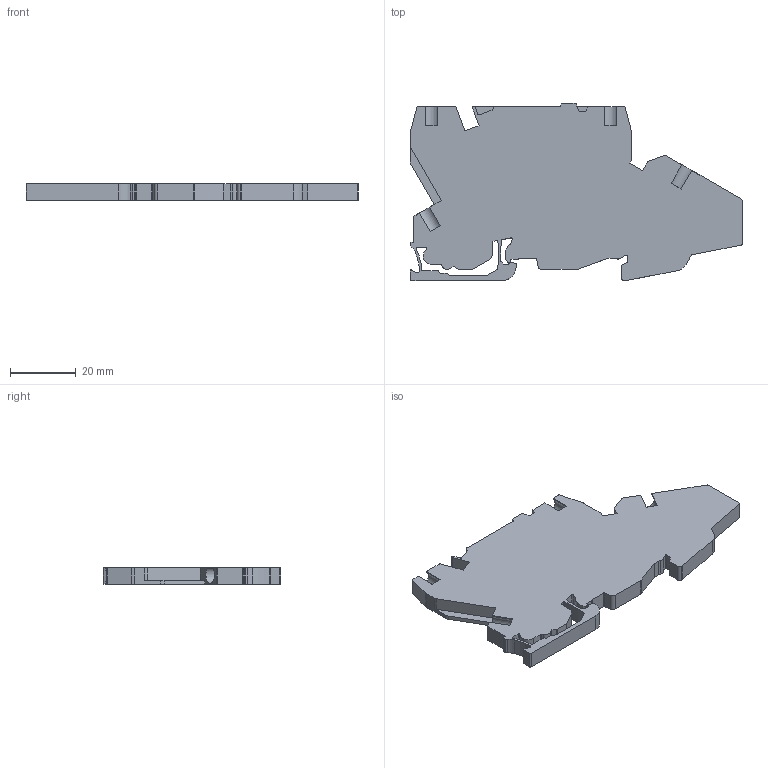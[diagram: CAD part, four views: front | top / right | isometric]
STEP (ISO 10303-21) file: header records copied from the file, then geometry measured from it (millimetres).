
FILE_DESCRIPTION(('FreeCAD Model'),'2;1');
FILE_NAME('3289_FDLI_2,5-4_MT_L.stp','2018-09-05T11:23:38',('Author'),(''), 'Open CASCADE STEP processor 7.2','FreeCAD','Unknown');
FILE_SCHEMA(('AUTOMOTIVE_DESIGN { 1 0 10303 214 1 1 1 1 }'));
Length unit declared in the file: millimetre
Products named in the file (1): 3289_FDLI_2,5-4_MT_L
Bounding box: 101 x 54 x 5.1 mm (x, y, z)
Volume: 19652.1 mm3; surface area: 11104.1 mm2
Topology: 1 solids, 10 shells, 264 faces, 738 edges, 494 vertices
Faces by surface type: plane 139, cylinder 115, bspline 8, cone 2
Entity records: 20932 total; most frequent: CARTESIAN_POINT 6465, DIRECTION 2647, LINE 1618, VECTOR 1618, ORIENTED_EDGE 1476, PCURVE 1476, DEFINITIONAL_REPRESENTATION 1476, EDGE_CURVE 738
